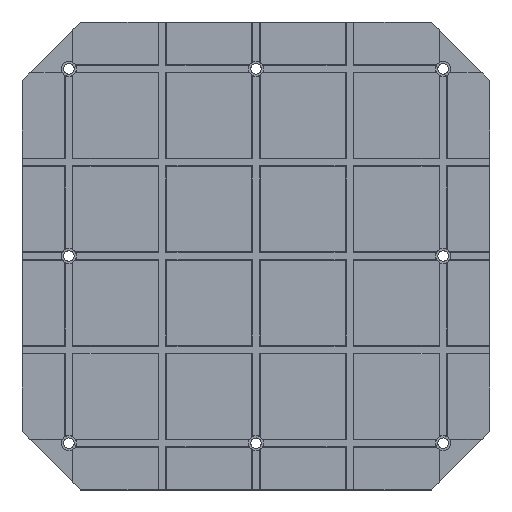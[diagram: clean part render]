
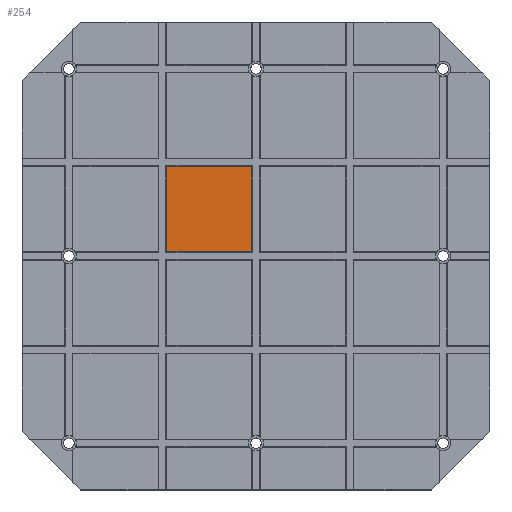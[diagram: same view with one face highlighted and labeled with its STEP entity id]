
A CAD part, top view. The second image highlights one B-rep face of the part: STEP entity #254.
In plain terms, the highlighted planar face has unit normal (0, 0, 1).
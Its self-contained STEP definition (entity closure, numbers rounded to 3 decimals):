
#254 = ADVANCED_FACE( '', ( #971 ), #972, .T. );
#971 = FACE_OUTER_BOUND( '', #2064, .T. );
#972 = PLANE( '', #2065 );
#2064 = EDGE_LOOP( '', ( #4547, #4548, #4549, #4550 ) );
#2065 = AXIS2_PLACEMENT_3D( '', #4551, #4552, #4553 );
#4547 = ORIENTED_EDGE( '', *, *, #7896, .F. );
#4548 = ORIENTED_EDGE( '', *, *, #7897, .T. );
#4549 = ORIENTED_EDGE( '', *, *, #7898, .T. );
#4550 = ORIENTED_EDGE( '', *, *, #7899, .F. );
#4551 = CARTESIAN_POINT( '', ( -400., -400., 60. ) );
#4552 = DIRECTION( '', ( 0., 0., 1. ) );
#4553 = DIRECTION( '', ( 1., 0., 0. ) );
#7896 = EDGE_CURVE( '', #9932, #9933, #9934, .T. );
#7897 = EDGE_CURVE( '', #9932, #9935, #9936, .T. );
#7898 = EDGE_CURVE( '', #9935, #9937, #9938, .T. );
#7899 = EDGE_CURVE( '', #9933, #9937, #9939, .T. );
#9932 = VERTEX_POINT( '', #12971 );
#9933 = VERTEX_POINT( '', #12972 );
#9934 = LINE( '', #12973, #12974 );
#9935 = VERTEX_POINT( '', #12975 );
#9936 = LINE( '', #12976, #12977 );
#9937 = VERTEX_POINT( '', #12978 );
#9938 = LINE( '', #12979, #12980 );
#9939 = LINE( '', #12981, #12982 );
#12971 = CARTESIAN_POINT( '', ( -153., 7., 60. ) );
#12972 = CARTESIAN_POINT( '', ( -153., 153., 60. ) );
#12973 = CARTESIAN_POINT( '', ( -153., -400., 60. ) );
#12974 = VECTOR( '', #15273, 1000. );
#12975 = CARTESIAN_POINT( '', ( -7., 7., 60. ) );
#12976 = CARTESIAN_POINT( '', ( -400., 7., 60. ) );
#12977 = VECTOR( '', #15274, 1000. );
#12978 = CARTESIAN_POINT( '', ( -7., 153., 60. ) );
#12979 = CARTESIAN_POINT( '', ( -7., -400., 60. ) );
#12980 = VECTOR( '', #15275, 1000. );
#12981 = CARTESIAN_POINT( '', ( -400., 153., 60. ) );
#12982 = VECTOR( '', #15276, 1000. );
#15273 = DIRECTION( '', ( 0., 1., 0. ) );
#15274 = DIRECTION( '', ( 1., 0., 0. ) );
#15275 = DIRECTION( '', ( 0., 1., 0. ) );
#15276 = DIRECTION( '', ( 1., 0., 0. ) );
